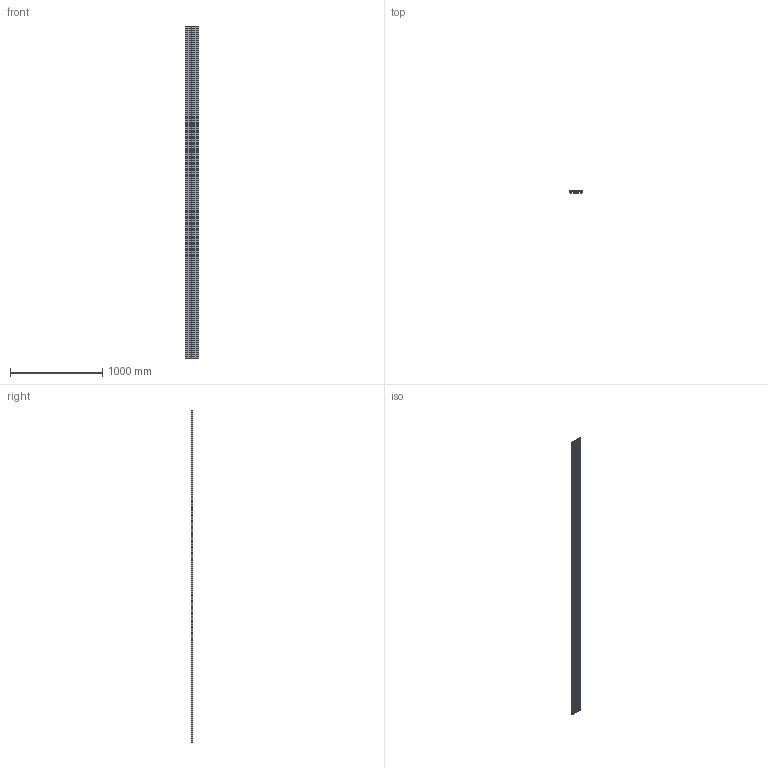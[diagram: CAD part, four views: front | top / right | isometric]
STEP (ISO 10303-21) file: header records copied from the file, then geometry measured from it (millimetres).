
FILE_DESCRIPTION (( 'STEP AP203' ), '1' );
FILE_NAME ('79DB17A.STEP', '2024-08-20T08:19:44', ( '' ), ( '' ), 'SwSTEP 2.0', 'SolidWorks 2023', '' );
FILE_SCHEMA (( 'CONFIG_CONTROL_DESIGN' ));
Length unit declared in the file: millimetre
Products named in the file (1): 79DB17A
Bounding box: 145 x 17.25 x 3600 mm (x, y, z)
Volume: 1858782.9 mm3; surface area: 2290857.5 mm2
Topology: 1 solids, 1 shells, 267 faces, 795 edges, 530 vertices
Faces by surface type: cylinder 157, plane 110
Entity records: 9160 total; most frequent: DIRECTION 1645, CARTESIAN_POINT 1593, ORIENTED_EDGE 1590, EDGE_CURVE 795, AXIS2_PLACEMENT_3D 582, VERTEX_POINT 530, VECTOR 481, LINE 481
